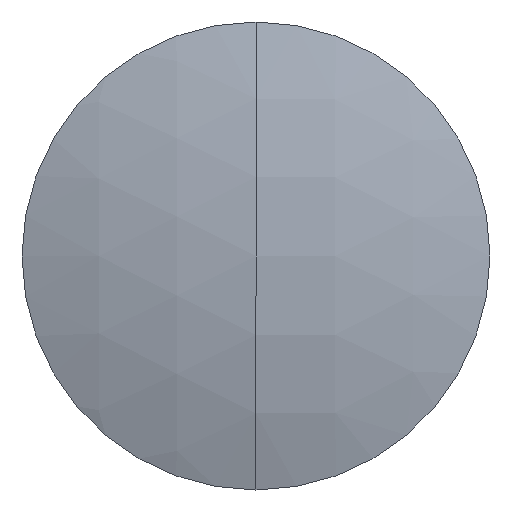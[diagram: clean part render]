
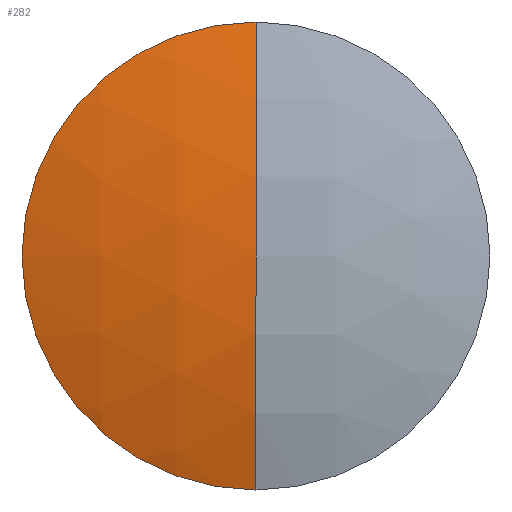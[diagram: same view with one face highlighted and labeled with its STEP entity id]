
A CAD part, left-side view. The second image highlights one B-rep face of the part: STEP entity #282.
In plain terms, the highlighted spherical face has radius 20.44 mm.
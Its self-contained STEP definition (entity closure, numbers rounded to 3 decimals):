
#1 = CARTESIAN_POINT ( 'NONE',  ( -1.161, 0., 0. ) ) ;
#5 = CARTESIAN_POINT ( 'NONE',  ( 19.279, 0., 0. ) ) ;
#26 = CARTESIAN_POINT ( 'NONE',  ( -0.182, 0., 6.25 ) ) ;
#27 = CARTESIAN_POINT ( 'NONE',  ( 19.279, 0., 0. ) ) ;
#32 = CARTESIAN_POINT ( 'NONE',  ( -0.182, 0., -6.25 ) ) ;
#44 = EDGE_CURVE ( 'NONE', #227, #338, #199, .T. ) ;
#45 = EDGE_CURVE ( 'NONE', #338, #248, #55, .T. ) ;
#46 = DIRECTION ( 'NONE',  ( -1., 0., 0. ) ) ;
#47 = DIRECTION ( 'NONE',  ( 0., 0., -1. ) ) ;
#55 = CIRCLE ( 'NONE', #254, 20.44 ) ;
#72 = CARTESIAN_POINT ( 'NONE',  ( 19.279, 0., 0. ) ) ;
#84 = DIRECTION ( 'NONE',  ( 0., -1., 0. ) ) ;
#85 = AXIS2_PLACEMENT_3D ( 'NONE', #5, #291, #98 ) ;
#89 = ORIENTED_EDGE ( 'NONE', *, *, #44, .T. ) ;
#98 = DIRECTION ( 'NONE',  ( 0., 0., 1. ) ) ;
#104 = DIRECTION ( 'NONE',  ( 0., 0., 1. ) ) ;
#122 = DIRECTION ( 'NONE',  ( 0., 0., 1. ) ) ;
#148 = ORIENTED_EDGE ( 'NONE', *, *, #45, .T. ) ;
#167 = SPHERICAL_SURFACE ( 'NONE', #85, 20.44 ) ;
#199 = CIRCLE ( 'NONE', #239, 6.25 ) ;
#203 = EDGE_CURVE ( 'NONE', #227, #248, #217, .T. ) ;
#208 = DIRECTION ( 'NONE',  ( 0., 1., 0. ) ) ;
#212 = CARTESIAN_POINT ( 'NONE',  ( -0.182, 0., 0. ) ) ;
#217 = CIRCLE ( 'NONE', #221, 20.44 ) ;
#221 = AXIS2_PLACEMENT_3D ( 'NONE', #72, #84, #47 ) ;
#227 = VERTEX_POINT ( 'NONE', #26 ) ;
#234 = EDGE_LOOP ( 'NONE', ( #89, #148, #265 ) ) ;
#239 = AXIS2_PLACEMENT_3D ( 'NONE', #212, #46, #104 ) ;
#248 = VERTEX_POINT ( 'NONE', #1 ) ;
#254 = AXIS2_PLACEMENT_3D ( 'NONE', #27, #208, #122 ) ;
#265 = ORIENTED_EDGE ( 'NONE', *, *, #203, .F. ) ;
#282 = ADVANCED_FACE ( 'NONE', ( #327 ), #167, .T. ) ;
#291 = DIRECTION ( 'NONE',  ( 0., 1., 0. ) ) ;
#327 = FACE_OUTER_BOUND ( 'NONE', #234, .T. ) ;
#338 = VERTEX_POINT ( 'NONE', #32 ) ;
